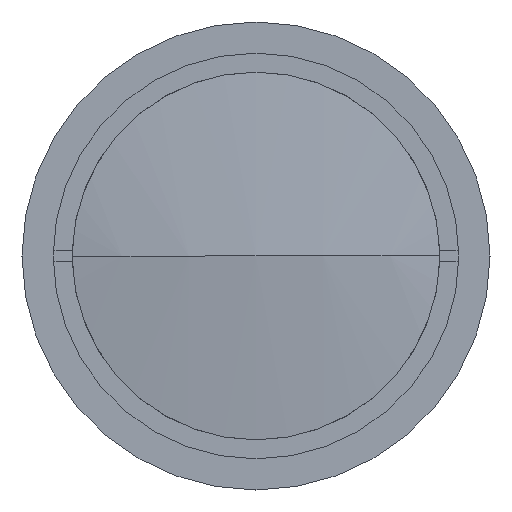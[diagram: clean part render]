
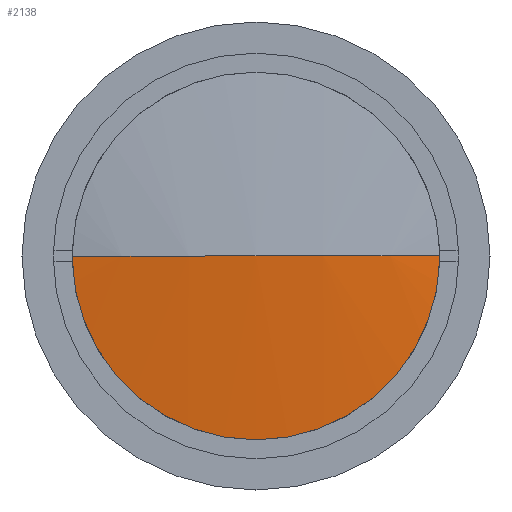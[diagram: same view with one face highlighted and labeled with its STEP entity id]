
A CAD part, left-side view. The second image highlights one B-rep face of the part: STEP entity #2138.
In plain terms, the highlighted spherical face has radius 100.18 mm.
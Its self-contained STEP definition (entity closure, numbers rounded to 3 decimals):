
#307 = DIRECTION ( 'NONE',  ( 0., 0., 1. ) ) ;
#420 = FACE_OUTER_BOUND ( 'NONE', #1190, .T. ) ;
#479 = EDGE_CURVE ( 'NONE', #3674, #668, #3302, .T. ) ;
#552 = CARTESIAN_POINT ( 'NONE',  ( 103.461, 0., 0. ) ) ;
#668 = VERTEX_POINT ( 'NONE', #2341 ) ;
#868 = AXIS2_PLACEMENT_3D ( 'NONE', #552, #307, #4659 ) ;
#1000 = ORIENTED_EDGE ( 'NONE', *, *, #479, .T. ) ;
#1190 = EDGE_LOOP ( 'NONE', ( #4397, #1000, #3846 ) ) ;
#1410 = AXIS2_PLACEMENT_3D ( 'NONE', #4457, #2901, #2588 ) ;
#1660 = AXIS2_PLACEMENT_3D ( 'NONE', #3407, #3044, #2676 ) ;
#1829 = CARTESIAN_POINT ( 'NONE',  ( 4.912, 18., 0. ) ) ;
#2138 = ADVANCED_FACE ( 'NONE', ( #420 ), #3431, .T. ) ;
#2341 = CARTESIAN_POINT ( 'NONE',  ( 3.281, 0., 0. ) ) ;
#2377 = VERTEX_POINT ( 'NONE', #1829 ) ;
#2588 = DIRECTION ( 'NONE',  ( 0., 1., 0. ) ) ;
#2622 = EDGE_CURVE ( 'NONE', #2377, #668, #2997, .T. ) ;
#2629 = DIRECTION ( 'NONE',  ( -1., 0., 0. ) ) ;
#2676 = DIRECTION ( 'NONE',  ( 0., 1., 0. ) ) ;
#2901 = DIRECTION ( 'NONE',  ( 0., 0., -1. ) ) ;
#2996 = CARTESIAN_POINT ( 'NONE',  ( 4.912, 0., 0. ) ) ;
#2997 = CIRCLE ( 'NONE', #868, 100.18 ) ;
#3044 = DIRECTION ( 'NONE',  ( 0., 0., -1. ) ) ;
#3177 = EDGE_CURVE ( 'NONE', #2377, #3674, #3576, .T. ) ;
#3302 = CIRCLE ( 'NONE', #1410, 100.18 ) ;
#3407 = CARTESIAN_POINT ( 'NONE',  ( 103.461, 0., 0. ) ) ;
#3431 = SPHERICAL_SURFACE ( 'NONE', #1660, 100.18 ) ;
#3576 = CIRCLE ( 'NONE', #4664, 18. ) ;
#3674 = VERTEX_POINT ( 'NONE', #4613 ) ;
#3846 = ORIENTED_EDGE ( 'NONE', *, *, #2622, .F. ) ;
#4397 = ORIENTED_EDGE ( 'NONE', *, *, #3177, .T. ) ;
#4445 = DIRECTION ( 'NONE',  ( 0., 0., 1. ) ) ;
#4457 = CARTESIAN_POINT ( 'NONE',  ( 103.461, 0., 0. ) ) ;
#4613 = CARTESIAN_POINT ( 'NONE',  ( 4.912, -18., 0. ) ) ;
#4659 = DIRECTION ( 'NONE',  ( 0., -1., 0. ) ) ;
#4664 = AXIS2_PLACEMENT_3D ( 'NONE', #2996, #2629, #4445 ) ;
